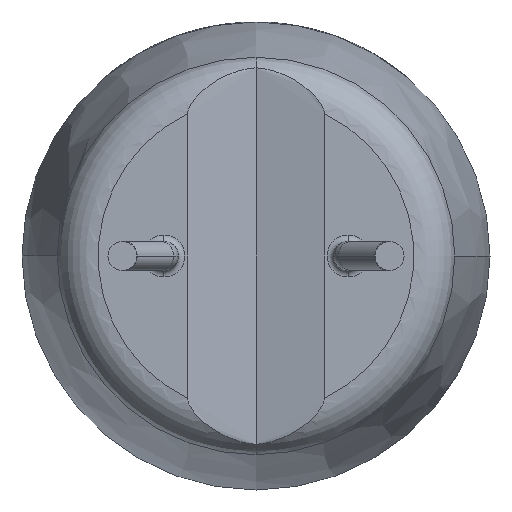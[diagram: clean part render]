
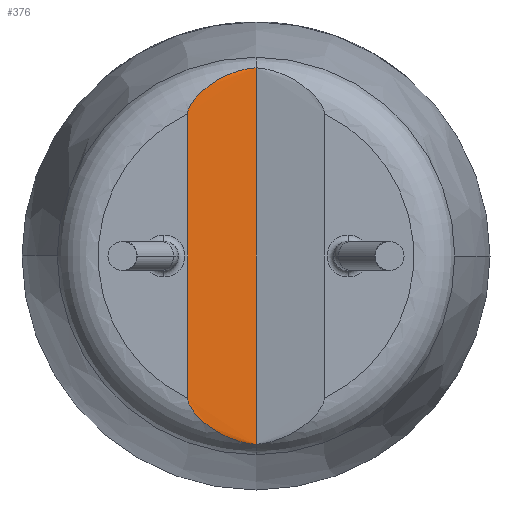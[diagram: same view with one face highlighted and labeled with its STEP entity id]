
A CAD part, front view. The second image highlights one B-rep face of the part: STEP entity #376.
In plain terms, the highlighted free-form (B-spline) face has degree [3, 1] with [4, 2] control points.
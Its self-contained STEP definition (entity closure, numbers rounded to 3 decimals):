
#179 = CARTESIAN_POINT ( 'NONE',  ( -1.301, 0., 2.706 ) ) ;
#218 = B_SPLINE_SURFACE_WITH_KNOTS ( 'NONE', 3, 1, ( 
 ( #325, #2136 ),
 ( #4404, #714 ),
 ( #4738, #2519 ),
 ( #1759, #4038 ) ),
 .UNSPECIFIED., .F., .F., .F.,
 ( 4, 4 ),
 ( 2, 2 ),
 ( 0., 1. ),
 ( 0., 1. ),
 .UNSPECIFIED. ) ;
#325 = CARTESIAN_POINT ( 'NONE',  ( 0., 0.25, -3.623 ) ) ;
#376 = ADVANCED_FACE ( 'NONE', ( #592 ), #218, .F. ) ;
#392 = CARTESIAN_POINT ( 'NONE',  ( -0.275, 0.218, -3.538 ) ) ;
#422 = B_SPLINE_CURVE_WITH_KNOTS ( 'NONE', 3,
 ( #4563, #2347, #2796, #1350, #2079, #1323, #630, #1688, #2094, #2815, #4656, #2464, #946, #3555, #3898, #3934 ),
 .UNSPECIFIED., .F., .F.,
 ( 4, 2, 2, 2, 2, 2, 2, 4 ),
 ( 0., 0., 0., 0.001, 0.001, 0.001, 0.002, 0.002 ),
 .UNSPECIFIED. ) ;
#458 = VECTOR ( 'NONE', #3374, 1000. ) ;
#496 = ORIENTED_EDGE ( 'NONE', *, *, #1347, .T. ) ;
#592 = FACE_OUTER_BOUND ( 'NONE', #4021, .T. ) ;
#614 = VECTOR ( 'NONE', #3742, 1000. ) ;
#630 = CARTESIAN_POINT ( 'NONE',  ( -0.659, 0.14, 3.393 ) ) ;
#647 = VERTEX_POINT ( 'NONE', #2296 ) ;
#714 = CARTESIAN_POINT ( 'NONE',  ( -0.312, 0.24, 3.623 ) ) ;
#747 = CARTESIAN_POINT ( 'NONE',  ( -0.342, 0.205, -3.519 ) ) ;
#802 = CARTESIAN_POINT ( 'NONE',  ( 0., 0.25, -4.45 ) ) ;
#946 = CARTESIAN_POINT ( 'NONE',  ( -1.263, 0.007, 2.841 ) ) ;
#1084 = CARTESIAN_POINT ( 'NONE',  ( -0.659, 0.14, -3.393 ) ) ;
#1323 = CARTESIAN_POINT ( 'NONE',  ( -0.536, 0.167, 3.451 ) ) ;
#1347 = EDGE_CURVE ( 'NONE', #647, #4451, #2174, .T. ) ;
#1350 = CARTESIAN_POINT ( 'NONE',  ( -0.274, 0.218, 3.538 ) ) ;
#1409 = LINE ( 'NONE', #802, #458 ) ;
#1454 = CARTESIAN_POINT ( 'NONE',  ( -1.19, 0.021, -2.959 ) ) ;
#1486 = CARTESIAN_POINT ( 'NONE',  ( -1.301, 0., -2.706 ) ) ;
#1583 = EDGE_CURVE ( 'NONE', #4451, #3959, #1409, .T. ) ;
#1688 = CARTESIAN_POINT ( 'NONE',  ( -0.891, 0.087, 3.25 ) ) ;
#1759 = CARTESIAN_POINT ( 'NONE',  ( -1.301, 0., -3.623 ) ) ;
#1770 = CARTESIAN_POINT ( 'NONE',  ( -1.263, 0.007, -2.841 ) ) ;
#1887 = CARTESIAN_POINT ( 'NONE',  ( 0., 0.25, -3.58 ) ) ;
#2079 = CARTESIAN_POINT ( 'NONE',  ( -0.34, 0.205, 3.519 ) ) ;
#2094 = CARTESIAN_POINT ( 'NONE',  ( -1.001, 0.062, 3.164 ) ) ;
#2136 = CARTESIAN_POINT ( 'NONE',  ( 0., 0.25, 3.623 ) ) ;
#2174 = B_SPLINE_CURVE_WITH_KNOTS ( 'NONE', 3,
 ( #1486, #4002, #2892, #1770, #4381, #1454, #4753, #2912, #3277, #1084, #4030, #747, #392, #2932, #3296, #4418 ),
 .UNSPECIFIED., .F., .F.,
 ( 4, 2, 2, 2, 2, 2, 2, 4 ),
 ( 0., 0., 0., 0., 0.001, 0.001, 0.001, 0.002 ),
 .UNSPECIFIED. ) ;
#2191 = LINE ( 'NONE', #2616, #614 ) ;
#2296 = CARTESIAN_POINT ( 'NONE',  ( -1.301, 0., -2.706 ) ) ;
#2347 = CARTESIAN_POINT ( 'NONE',  ( -0.071, 0.248, 3.577 ) ) ;
#2464 = CARTESIAN_POINT ( 'NONE',  ( -1.246, 0.01, 2.871 ) ) ;
#2519 = CARTESIAN_POINT ( 'NONE',  ( -0.992, 0.053, 3.623 ) ) ;
#2616 = CARTESIAN_POINT ( 'NONE',  ( -1.301, 0., -4.45 ) ) ;
#2755 = EDGE_CURVE ( 'NONE', #647, #4275, #2191, .T. ) ;
#2796 = CARTESIAN_POINT ( 'NONE',  ( -0.139, 0.238, 3.567 ) ) ;
#2815 = CARTESIAN_POINT ( 'NONE',  ( -1.145, 0.031, 3.013 ) ) ;
#2892 = CARTESIAN_POINT ( 'NONE',  ( -1.291, 0.002, -2.776 ) ) ;
#2912 = CARTESIAN_POINT ( 'NONE',  ( -1.002, 0.062, -3.163 ) ) ;
#2932 = CARTESIAN_POINT ( 'NONE',  ( -0.139, 0.238, -3.567 ) ) ;
#3249 = CARTESIAN_POINT ( 'NONE',  ( 0., 0.25, 3.58 ) ) ;
#3277 = CARTESIAN_POINT ( 'NONE',  ( -0.892, 0.087, -3.249 ) ) ;
#3296 = CARTESIAN_POINT ( 'NONE',  ( -0.071, 0.248, -3.577 ) ) ;
#3374 = DIRECTION ( 'NONE',  ( 0., 0., 1. ) ) ;
#3555 = CARTESIAN_POINT ( 'NONE',  ( -1.291, 0.002, 2.776 ) ) ;
#3567 = EDGE_CURVE ( 'NONE', #3959, #4275, #422, .T. ) ;
#3664 = ORIENTED_EDGE ( 'NONE', *, *, #2755, .F. ) ;
#3742 = DIRECTION ( 'NONE',  ( 0., 0., 1. ) ) ;
#3898 = CARTESIAN_POINT ( 'NONE',  ( -1.301, 0., 2.742 ) ) ;
#3934 = CARTESIAN_POINT ( 'NONE',  ( -1.301, 0., 2.706 ) ) ;
#3959 = VERTEX_POINT ( 'NONE', #3249 ) ;
#3981 = ORIENTED_EDGE ( 'NONE', *, *, #3567, .T. ) ;
#3993 = ORIENTED_EDGE ( 'NONE', *, *, #1583, .T. ) ;
#4002 = CARTESIAN_POINT ( 'NONE',  ( -1.301, 0., -2.742 ) ) ;
#4021 = EDGE_LOOP ( 'NONE', ( #496, #3993, #3981, #3664 ) ) ;
#4030 = CARTESIAN_POINT ( 'NONE',  ( -0.536, 0.167, -3.452 ) ) ;
#4038 = CARTESIAN_POINT ( 'NONE',  ( -1.301, 0., 3.623 ) ) ;
#4275 = VERTEX_POINT ( 'NONE', #179 ) ;
#4381 = CARTESIAN_POINT ( 'NONE',  ( -1.246, 0.01, -2.871 ) ) ;
#4404 = CARTESIAN_POINT ( 'NONE',  ( -0.312, 0.24, -3.623 ) ) ;
#4418 = CARTESIAN_POINT ( 'NONE',  ( 0., 0.25, -3.58 ) ) ;
#4451 = VERTEX_POINT ( 'NONE', #1887 ) ;
#4563 = CARTESIAN_POINT ( 'NONE',  ( 0., 0.25, 3.58 ) ) ;
#4656 = CARTESIAN_POINT ( 'NONE',  ( -1.189, 0.021, 2.959 ) ) ;
#4738 = CARTESIAN_POINT ( 'NONE',  ( -0.992, 0.053, -3.623 ) ) ;
#4753 = CARTESIAN_POINT ( 'NONE',  ( -1.145, 0.031, -3.013 ) ) ;
